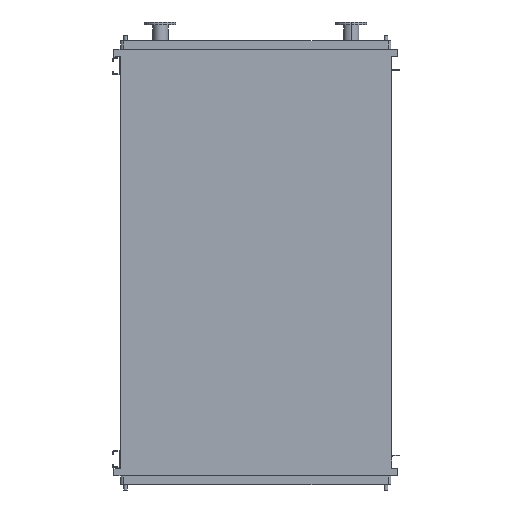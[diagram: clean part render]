
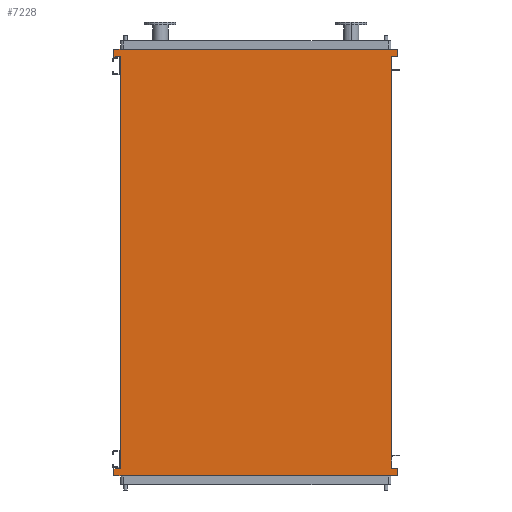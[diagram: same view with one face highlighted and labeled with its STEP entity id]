
A CAD part, front view. The second image highlights one B-rep face of the part: STEP entity #7228.
In plain terms, the highlighted planar face has unit normal (0, -1, 0).
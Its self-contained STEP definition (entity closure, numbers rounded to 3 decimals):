
#137 = EDGE_CURVE ( 'NONE', #1959, #7170, #1701, .T. ) ;
#208 = VECTOR ( 'NONE', #1159, 1000. ) ;
#404 = VECTOR ( 'NONE', #561, 1000. ) ;
#475 = LINE ( 'NONE', #4575, #208 ) ;
#539 = CARTESIAN_POINT ( 'NONE',  ( 1011., 0., 95. ) ) ;
#561 = DIRECTION ( 'NONE',  ( 1., 0., 0. ) ) ;
#704 = VERTEX_POINT ( 'NONE', #2347 ) ;
#784 = LINE ( 'NONE', #4210, #3508 ) ;
#805 = VECTOR ( 'NONE', #6838, 1000. ) ;
#964 = ORIENTED_EDGE ( 'NONE', *, *, #5895, .F. ) ;
#1159 = DIRECTION ( 'NONE',  ( 1., 0., 0. ) ) ;
#1278 = ORIENTED_EDGE ( 'NONE', *, *, #137, .F. ) ;
#1319 = VERTEX_POINT ( 'NONE', #4387 ) ;
#1354 = CARTESIAN_POINT ( 'NONE',  ( 965., 0., -2893. ) ) ;
#1374 = ORIENTED_EDGE ( 'NONE', *, *, #2485, .F. ) ;
#1510 = ORIENTED_EDGE ( 'NONE', *, *, #7212, .F. ) ;
#1548 = LINE ( 'NONE', #4910, #8697 ) ;
#1551 = DIRECTION ( 'NONE',  ( 0., 0., -1. ) ) ;
#1701 = LINE ( 'NONE', #5005, #9533 ) ;
#1801 = LINE ( 'NONE', #5166, #10500 ) ;
#1959 = VERTEX_POINT ( 'NONE', #10954 ) ;
#2125 = ORIENTED_EDGE ( 'NONE', *, *, #3046, .F. ) ;
#2273 = EDGE_CURVE ( 'NONE', #704, #10548, #7496, .T. ) ;
#2306 = ORIENTED_EDGE ( 'NONE', *, *, #6571, .F. ) ;
#2336 = ORIENTED_EDGE ( 'NONE', *, *, #6600, .F. ) ;
#2337 = DIRECTION ( 'NONE',  ( 0., 0., 1. ) ) ;
#2347 = CARTESIAN_POINT ( 'NONE',  ( 965., 0., -2893. ) ) ;
#2376 = VERTEX_POINT ( 'NONE', #9422 ) ;
#2483 = DIRECTION ( 'NONE',  ( 1., 0., 0. ) ) ;
#2485 = EDGE_CURVE ( 'NONE', #10145, #1319, #475, .T. ) ;
#3046 = EDGE_CURVE ( 'NONE', #704, #4237, #8247, .T. ) ;
#3142 = VECTOR ( 'NONE', #5030, 1000. ) ;
#3221 = ORIENTED_EDGE ( 'NONE', *, *, #2273, .T. ) ;
#3298 = LINE ( 'NONE', #4131, #3142 ) ;
#3427 = CARTESIAN_POINT ( 'NONE',  ( 1011., 0., 43. ) ) ;
#3508 = VECTOR ( 'NONE', #7627, 1000. ) ;
#4074 = LINE ( 'NONE', #10889, #6372 ) ;
#4131 = CARTESIAN_POINT ( 'NONE',  ( -965., 0., -2850. ) ) ;
#4210 = CARTESIAN_POINT ( 'NONE',  ( 965., 0., 43. ) ) ;
#4237 = VERTEX_POINT ( 'NONE', #9098 ) ;
#4387 = CARTESIAN_POINT ( 'NONE',  ( -965., 0., -2893. ) ) ;
#4464 = CARTESIAN_POINT ( 'NONE',  ( -1011., 0., -2893. ) ) ;
#4575 = CARTESIAN_POINT ( 'NONE',  ( -1011., 0., -2893. ) ) ;
#4590 = CARTESIAN_POINT ( 'NONE',  ( -965., 0., 43. ) ) ;
#4619 = ORIENTED_EDGE ( 'NONE', *, *, #5027, .F. ) ;
#4706 = LINE ( 'NONE', #6273, #9775 ) ;
#4728 = EDGE_CURVE ( 'NONE', #5681, #9476, #6238, .T. ) ;
#4910 = CARTESIAN_POINT ( 'NONE',  ( -1011., 0., -2945. ) ) ;
#5005 = CARTESIAN_POINT ( 'NONE',  ( 1011., 0., 95. ) ) ;
#5027 = EDGE_CURVE ( 'NONE', #9569, #1959, #1801, .T. ) ;
#5030 = DIRECTION ( 'NONE',  ( 0., 0., 1. ) ) ;
#5166 = CARTESIAN_POINT ( 'NONE',  ( -1011., 0., 95. ) ) ;
#5252 = CARTESIAN_POINT ( 'NONE',  ( 1011., 0., -2945. ) ) ;
#5336 = EDGE_CURVE ( 'NONE', #9822, #9569, #4706, .T. ) ;
#5536 = EDGE_CURVE ( 'NONE', #1319, #9822, #3298, .T. ) ;
#5681 = VERTEX_POINT ( 'NONE', #5252 ) ;
#5746 = DIRECTION ( 'NONE',  ( 0., 0., -1. ) ) ;
#5804 = CARTESIAN_POINT ( 'NONE',  ( 965., 0., -2850. ) ) ;
#5895 = EDGE_CURVE ( 'NONE', #9476, #10145, #1548, .T. ) ;
#6238 = LINE ( 'NONE', #7308, #8139 ) ;
#6273 = CARTESIAN_POINT ( 'NONE',  ( -1011., 0., 43. ) ) ;
#6372 = VECTOR ( 'NONE', #1551, 1000. ) ;
#6541 = FACE_OUTER_BOUND ( 'NONE', #6868, .T. ) ;
#6571 = EDGE_CURVE ( 'NONE', #7170, #2376, #10119, .T. ) ;
#6600 = EDGE_CURVE ( 'NONE', #2376, #10548, #784, .T. ) ;
#6761 = CARTESIAN_POINT ( 'NONE',  ( -965., 0., -2850. ) ) ;
#6838 = DIRECTION ( 'NONE',  ( 0., 0., -1. ) ) ;
#6868 = EDGE_LOOP ( 'NONE', ( #3221, #2336, #2306, #1278, #4619, #9871, #8273, #1374, #964, #7749, #1510, #2125 ) ) ;
#7019 = VECTOR ( 'NONE', #2337, 1000. ) ;
#7081 = DIRECTION ( 'NONE',  ( -1., 0., 0. ) ) ;
#7170 = VERTEX_POINT ( 'NONE', #539 ) ;
#7212 = EDGE_CURVE ( 'NONE', #4237, #5681, #4074, .T. ) ;
#7228 = ADVANCED_FACE ( 'NONE', ( #6541 ), #8279, .T. ) ;
#7300 = CARTESIAN_POINT ( 'NONE',  ( -1011., 0., 43. ) ) ;
#7308 = CARTESIAN_POINT ( 'NONE',  ( 1011., 0., -2945. ) ) ;
#7496 = LINE ( 'NONE', #5804, #7019 ) ;
#7598 = DIRECTION ( 'NONE',  ( 0., -1., 0. ) ) ;
#7627 = DIRECTION ( 'NONE',  ( -1., 0., 0. ) ) ;
#7749 = ORIENTED_EDGE ( 'NONE', *, *, #4728, .F. ) ;
#8077 = CARTESIAN_POINT ( 'NONE',  ( -1011., 0., -2945. ) ) ;
#8139 = VECTOR ( 'NONE', #7081, 1000. ) ;
#8247 = LINE ( 'NONE', #1354, #404 ) ;
#8273 = ORIENTED_EDGE ( 'NONE', *, *, #5536, .F. ) ;
#8279 = PLANE ( 'NONE',  #9448 ) ;
#8697 = VECTOR ( 'NONE', #10990, 1000. ) ;
#9098 = CARTESIAN_POINT ( 'NONE',  ( 1011., 0., -2893. ) ) ;
#9422 = CARTESIAN_POINT ( 'NONE',  ( 1011., 0., 43. ) ) ;
#9448 = AXIS2_PLACEMENT_3D ( 'NONE', #6761, #7598, #5746 ) ;
#9476 = VERTEX_POINT ( 'NONE', #8077 ) ;
#9533 = VECTOR ( 'NONE', #2483, 1000. ) ;
#9569 = VERTEX_POINT ( 'NONE', #7300 ) ;
#9718 = DIRECTION ( 'NONE',  ( -1., 0., 0. ) ) ;
#9775 = VECTOR ( 'NONE', #9718, 1000. ) ;
#9822 = VERTEX_POINT ( 'NONE', #4590 ) ;
#9871 = ORIENTED_EDGE ( 'NONE', *, *, #5336, .F. ) ;
#10119 = LINE ( 'NONE', #3427, #805 ) ;
#10145 = VERTEX_POINT ( 'NONE', #4464 ) ;
#10500 = VECTOR ( 'NONE', #11137, 1000. ) ;
#10548 = VERTEX_POINT ( 'NONE', #10678 ) ;
#10678 = CARTESIAN_POINT ( 'NONE',  ( 965., 0., 43. ) ) ;
#10889 = CARTESIAN_POINT ( 'NONE',  ( 1011., 0., -2893. ) ) ;
#10954 = CARTESIAN_POINT ( 'NONE',  ( -1011., 0., 95. ) ) ;
#10990 = DIRECTION ( 'NONE',  ( 0., 0., 1. ) ) ;
#11137 = DIRECTION ( 'NONE',  ( 0., 0., 1. ) ) ;
